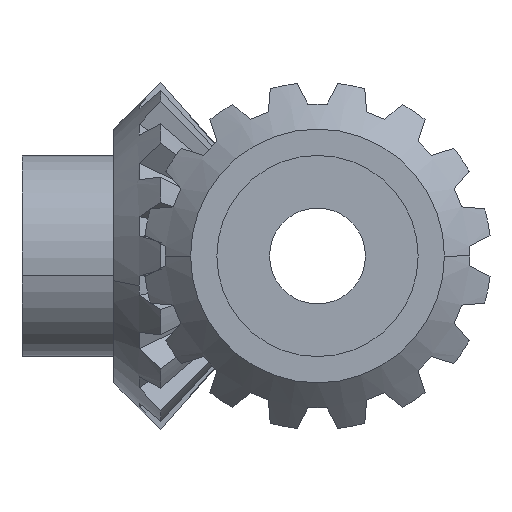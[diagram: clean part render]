
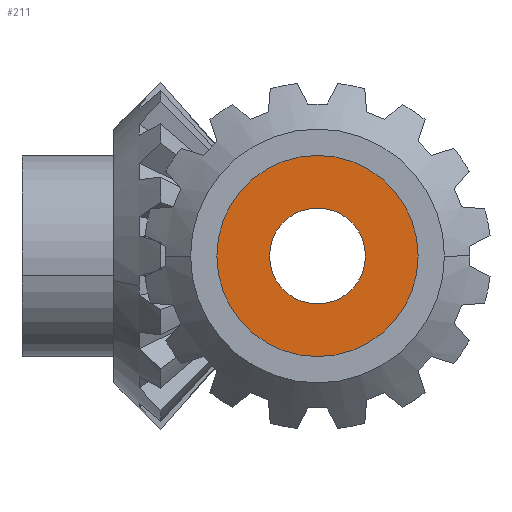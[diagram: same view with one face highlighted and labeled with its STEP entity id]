
A CAD part, front view. The second image highlights one B-rep face of the part: STEP entity #211.
In plain terms, the highlighted planar face has unit normal (0, -1, 0).
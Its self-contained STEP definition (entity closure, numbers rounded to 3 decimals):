
#211=ADVANCED_FACE('',(#512,#513),#514,.T.);
#512=FACE_BOUND('',#818,.T.);
#513=FACE_OUTER_BOUND('',#819,.T.);
#514=PLANE('',#820);
#818=EDGE_LOOP('',(#2086,#2087));
#819=EDGE_LOOP('',(#2088,#2089));
#820=AXIS2_PLACEMENT_3D('',#2090,#2091,#2092);
#2086=ORIENTED_EDGE('',*,*,#2575,.T.);
#2087=ORIENTED_EDGE('',*,*,#2407,.T.);
#2088=ORIENTED_EDGE('',*,*,#2400,.F.);
#2089=ORIENTED_EDGE('',*,*,#2578,.F.);
#2090=CARTESIAN_POINT('',(-6.3,-37.0,0.0));
#2091=DIRECTION('',(0.,-1.0,0.0));
#2092=DIRECTION('',(1.0,0.,-0.0));
#2400=EDGE_CURVE('',#3014,#3017,#3018,.T.);
#2407=EDGE_CURVE('',#3025,#3029,#3031,.T.);
#2575=EDGE_CURVE('',#3029,#3025,#3299,.T.);
#2578=EDGE_CURVE('',#3017,#3014,#3302,.T.);
#3014=VERTEX_POINT('',#5193);
#3017=VERTEX_POINT('',#5197);
#3018=CIRCLE('',#5198,12.6);
#3025=VERTEX_POINT('',#5206);
#3029=VERTEX_POINT('',#5211);
#3031=CIRCLE('',#5214,6.0);
#3299=CIRCLE('',#6479,6.0);
#3302=CIRCLE('',#6482,12.6);
#5193=CARTESIAN_POINT('',(-12.6,-37.0,0.0));
#5197=CARTESIAN_POINT('',(12.6,-37.0,0.));
#5198=AXIS2_PLACEMENT_3D('',#6689,#6690,#6691);
#5206=CARTESIAN_POINT('',(0.,-37.0,-6.0));
#5211=CARTESIAN_POINT('',(0.,-37.0,6.0));
#5214=AXIS2_PLACEMENT_3D('',#6704,#6705,#6706);
#6479=AXIS2_PLACEMENT_3D('',#6819,#6820,#6821);
#6482=AXIS2_PLACEMENT_3D('',#6828,#6829,#6830);
#6689=CARTESIAN_POINT('',(0.,-37.0,0.0));
#6690=DIRECTION('',(0.,1.0,0.0));
#6691=DIRECTION('',(-1.0,0.,0.0));
#6704=CARTESIAN_POINT('',(0.,-37.0,0.0));
#6705=DIRECTION('',(0.,1.0,0.0));
#6706=DIRECTION('',(0.0,0.0,-1.0));
#6819=CARTESIAN_POINT('',(0.,-37.0,0.0));
#6820=DIRECTION('',(0.,1.0,0.0));
#6821=DIRECTION('',(0.0,0.0,-1.0));
#6828=CARTESIAN_POINT('',(0.,-37.0,0.0));
#6829=DIRECTION('',(0.,1.0,0.0));
#6830=DIRECTION('',(-1.0,0.,0.0));
